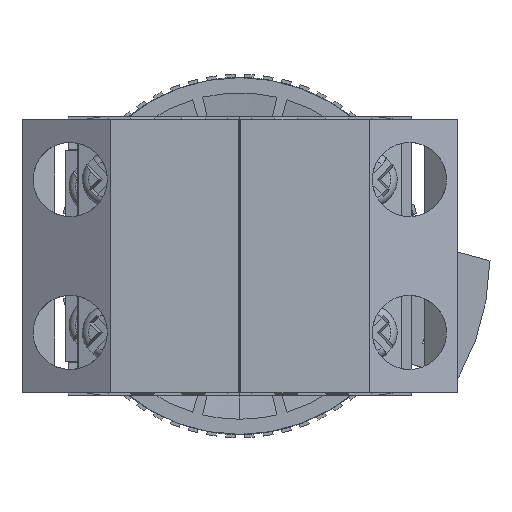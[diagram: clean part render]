
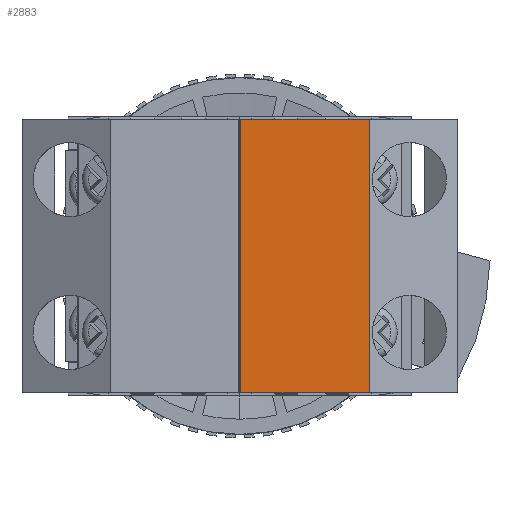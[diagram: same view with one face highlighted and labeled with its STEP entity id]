
A CAD part, front view. The second image highlights one B-rep face of the part: STEP entity #2883.
In plain terms, the highlighted planar face has unit normal (0, -1, 0).
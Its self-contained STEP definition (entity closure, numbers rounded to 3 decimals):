
#1247 = LINE ( 'NONE', #18481, #23888 ) ;
#1483 = LINE ( 'NONE', #5452, #2392 ) ;
#2392 = VECTOR ( 'NONE', #29090, 1000. ) ;
#2587 = VECTOR ( 'NONE', #22878, 1000. ) ;
#2634 = VECTOR ( 'NONE', #4120, 1000. ) ;
#2717 = DIRECTION ( 'NONE',  ( 0., 1., 0. ) ) ;
#2883 = ADVANCED_FACE ( 'NONE', ( #28129 ), #17432, .F. ) ;
#3836 = EDGE_CURVE ( 'NONE', #11422, #18771, #18361, .T. ) ;
#4120 = DIRECTION ( 'NONE',  ( 1., 0., 0. ) ) ;
#5452 = CARTESIAN_POINT ( 'NONE',  ( 0., -27.5, 14.75 ) ) ;
#10207 = ORIENTED_EDGE ( 'NONE', *, *, #38217, .F. ) ;
#11422 = VERTEX_POINT ( 'NONE', #16139 ) ;
#12517 = EDGE_LOOP ( 'NONE', ( #25509, #10207, #22161, #29747 ) ) ;
#12704 = DIRECTION ( 'NONE',  ( 0., 0., -1. ) ) ;
#13279 = CARTESIAN_POINT ( 'NONE',  ( 0.1, -27.5, 14.75 ) ) ;
#16139 = CARTESIAN_POINT ( 'NONE',  ( 0.1, -27.5, -14.75 ) ) ;
#16295 = CARTESIAN_POINT ( 'NONE',  ( 14., -27.5, 14.75 ) ) ;
#17080 = AXIS2_PLACEMENT_3D ( 'NONE', #38098, #2717, #23379 ) ;
#17432 = PLANE ( 'NONE',  #17080 ) ;
#18306 = LINE ( 'NONE', #25703, #2587 ) ;
#18361 = LINE ( 'NONE', #21838, #2634 ) ;
#18481 = CARTESIAN_POINT ( 'NONE',  ( 14., -27.5, 14.75 ) ) ;
#18771 = VERTEX_POINT ( 'NONE', #22019 ) ;
#21838 = CARTESIAN_POINT ( 'NONE',  ( 0., -27.5, -14.75 ) ) ;
#22019 = CARTESIAN_POINT ( 'NONE',  ( 14., -27.5, -14.75 ) ) ;
#22161 = ORIENTED_EDGE ( 'NONE', *, *, #32281, .F. ) ;
#22878 = DIRECTION ( 'NONE',  ( 0., 0., -1. ) ) ;
#22895 = VERTEX_POINT ( 'NONE', #13279 ) ;
#23379 = DIRECTION ( 'NONE',  ( -1., 0., 0. ) ) ;
#23646 = EDGE_CURVE ( 'NONE', #22895, #11422, #18306, .T. ) ;
#23888 = VECTOR ( 'NONE', #12704, 1000. ) ;
#25509 = ORIENTED_EDGE ( 'NONE', *, *, #3836, .T. ) ;
#25703 = CARTESIAN_POINT ( 'NONE',  ( 0.1, -27.5, 14.75 ) ) ;
#28129 = FACE_OUTER_BOUND ( 'NONE', #12517, .T. ) ;
#29090 = DIRECTION ( 'NONE',  ( 1., 0., 0. ) ) ;
#29747 = ORIENTED_EDGE ( 'NONE', *, *, #23646, .T. ) ;
#32281 = EDGE_CURVE ( 'NONE', #22895, #32672, #1483, .T. ) ;
#32672 = VERTEX_POINT ( 'NONE', #16295 ) ;
#38098 = CARTESIAN_POINT ( 'NONE',  ( 0., -27.5, 14.75 ) ) ;
#38217 = EDGE_CURVE ( 'NONE', #32672, #18771, #1247, .T. ) ;
